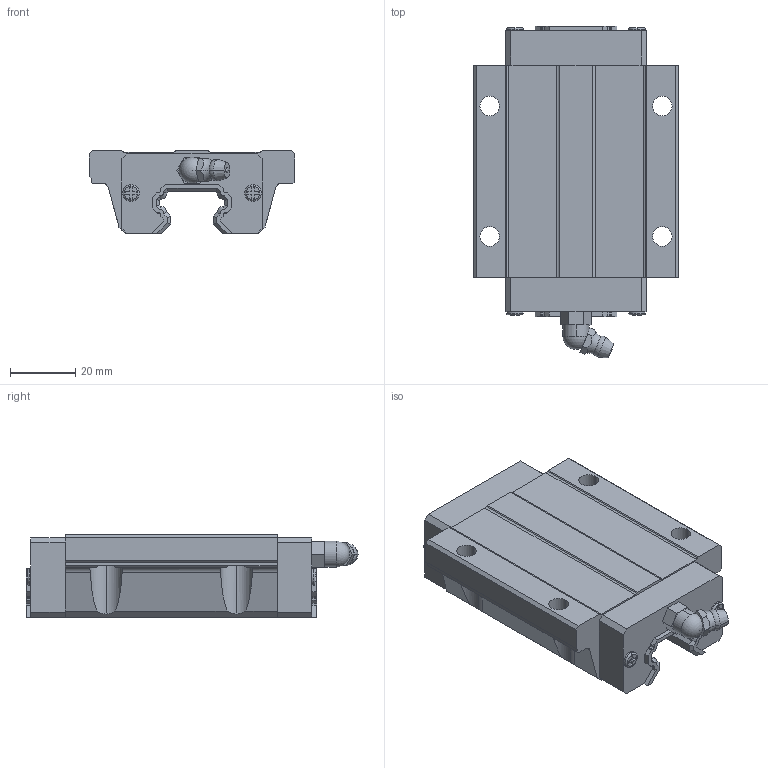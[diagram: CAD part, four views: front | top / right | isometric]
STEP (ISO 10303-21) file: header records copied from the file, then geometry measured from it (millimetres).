
FILE_DESCRIPTION (( 'STEP AP203' ), '1' );
FILE_NAME ('HGW20HC SOLÝD.STEP', '2020-06-09T06:36:16', ( '' ), ( '' ), 'SwSTEP 2.0', 'SolidWorks 2014', '' );
FILE_SCHEMA (( 'CONFIG_CONTROL_DESIGN' ));
Length unit declared in the file: millimetre
Products named in the file (3): hgw20hc._Standard; HGW20HC SOLÝD; hgw20hc.
Assembly tree (1 placements, depth 2):
  HGW20HC SOLÝD
    hgw20hc._Standard
  hgw20hc.
Bounding box: 63 x 101.91 x 25.4 mm (x, y, z)
Surface area: 22312.6 mm2 (no closed solid volume)
Topology: 0 solids, 4 shells, 366 faces, 1016 edges, 660 vertices
Faces by surface type: plane 240, cylinder 97, cone 14, torus 12, sphere 3
Entity records: 11975 total; most frequent: CARTESIAN_POINT 2321, ORIENTED_EDGE 1966, DIRECTION 1935, EDGE_CURVE 1013, VECTOR 719, LINE 719, VERTEX_POINT 658, AXIS2_PLACEMENT_3D 608
